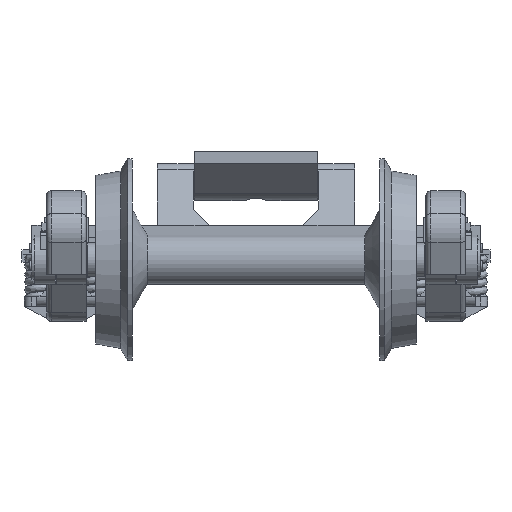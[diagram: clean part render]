
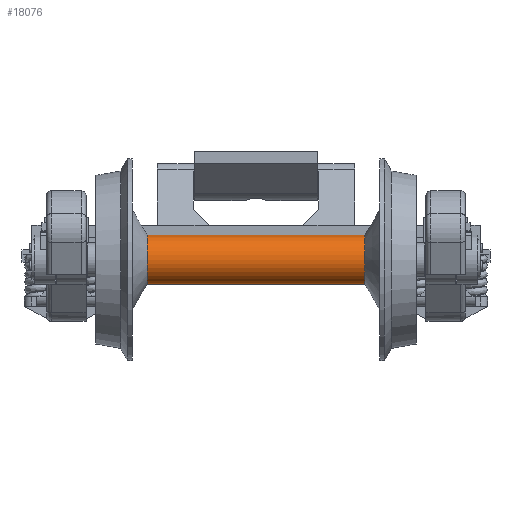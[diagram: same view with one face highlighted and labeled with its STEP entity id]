
A CAD part, front view. The second image highlights one B-rep face of the part: STEP entity #18076.
In plain terms, the highlighted cylindrical face has radius 4 mm (diameter 8 mm), a full revolution.
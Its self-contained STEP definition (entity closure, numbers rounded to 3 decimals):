
#858=CYLINDRICAL_SURFACE('',#19475,4.);
#1910=FACE_OUTER_BOUND('',#3014,.T.);
#3014=EDGE_LOOP('',(#12638,#12639,#12640,#12641));
#4227=LINE('',#26754,#5748);
#5748=VECTOR('',#21444,4.);
#7272=CIRCLE('',#19466,4.);
#7277=CIRCLE('',#19476,4.);
#8061=VERTEX_POINT('',#26733);
#8066=VERTEX_POINT('',#26752);
#9876=EDGE_CURVE('',#8061,#8061,#7272,.T.);
#9884=EDGE_CURVE('',#8066,#8066,#7277,.T.);
#9885=EDGE_CURVE('',#8066,#8061,#4227,.T.);
#12638=ORIENTED_EDGE('',*,*,#9884,.F.);
#12639=ORIENTED_EDGE('',*,*,#9885,.T.);
#12640=ORIENTED_EDGE('',*,*,#9876,.T.);
#12641=ORIENTED_EDGE('',*,*,#9885,.F.);
#18076=ADVANCED_FACE('',(#1910),#858,.T.);
#19466=AXIS2_PLACEMENT_3D('',#26735,#21419,#21420);
#19475=AXIS2_PLACEMENT_3D('',#26751,#21440,#21441);
#19476=AXIS2_PLACEMENT_3D('',#26753,#21442,#21443);
#21419=DIRECTION('center_axis',(1.,0.,0.));
#21420=DIRECTION('ref_axis',(0.,0.,-1.));
#21440=DIRECTION('center_axis',(1.,0.,0.));
#21441=DIRECTION('ref_axis',(0.,1.,0.));
#21442=DIRECTION('center_axis',(1.,0.,0.));
#21443=DIRECTION('ref_axis',(0.,0.,-1.));
#21444=DIRECTION('',(-1.,0.,0.));
#26733=CARTESIAN_POINT('',(-17.691,-32.1,0.));
#26735=CARTESIAN_POINT('Origin',(-17.691,-28.1,0.));
#26751=CARTESIAN_POINT('Origin',(8.845,-28.1,0.));
#26752=CARTESIAN_POINT('',(17.691,-32.1,0.));
#26753=CARTESIAN_POINT('Origin',(17.691,-28.1,0.));
#26754=CARTESIAN_POINT('',(8.845,-32.1,0.));
